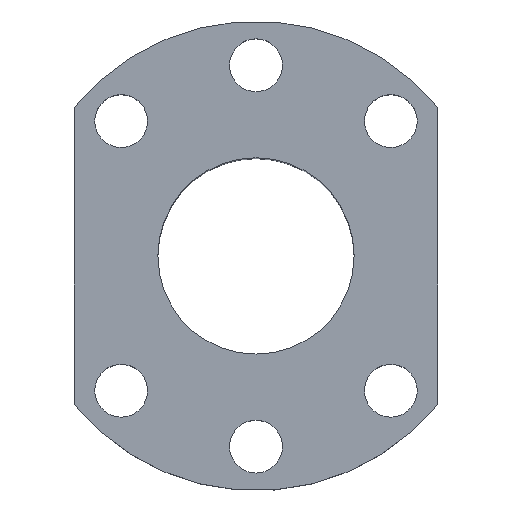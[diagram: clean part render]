
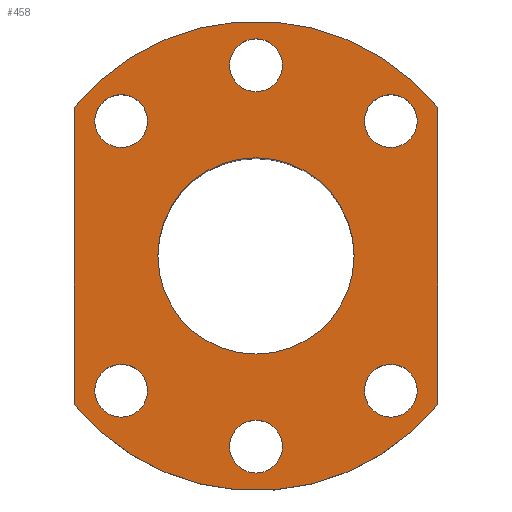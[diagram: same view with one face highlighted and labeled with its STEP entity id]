
A CAD part, top view. The second image highlights one B-rep face of the part: STEP entity #458.
In plain terms, the highlighted planar face has unit normal (0, 0, 1).
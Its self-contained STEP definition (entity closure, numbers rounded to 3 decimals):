
#29=CARTESIAN_POINT('',(0.,0.,44.));
#30=DIRECTION('',(0.,0.,1.));
#31=DIRECTION('',(0.775,0.632,0.));
#32=AXIS2_PLACEMENT_3D('',#29,#30,#31);
#34=DIRECTION('',(0.,1.,0.));
#35=VECTOR('',#34,50.557);
#36=CARTESIAN_POINT('',(31.,-25.278,44.));
#37=LINE('',#36,#35);
#38=CARTESIAN_POINT('',(0.,0.,44.));
#39=DIRECTION('',(0.,0.,1.));
#40=DIRECTION('',(-0.775,-0.632,0.));
#41=AXIS2_PLACEMENT_3D('',#38,#39,#40);
#43=DIRECTION('',(0.,-1.,0.));
#44=VECTOR('',#43,50.557);
#45=CARTESIAN_POINT('',(-31.,25.278,44.));
#46=LINE('',#45,#44);
#47=CARTESIAN_POINT('',(0.,-32.5,44.));
#48=DIRECTION('',(0.,0.,-1.));
#49=DIRECTION('',(1.,0.,0.));
#50=AXIS2_PLACEMENT_3D('',#47,#48,#49);
#52=CARTESIAN_POINT('',(0.,-32.5,44.));
#53=DIRECTION('',(0.,0.,-1.));
#54=DIRECTION('',(-1.,0.,0.));
#55=AXIS2_PLACEMENT_3D('',#52,#53,#54);
#57=CARTESIAN_POINT('',(0.,32.5,44.));
#58=DIRECTION('',(0.,0.,-1.));
#59=DIRECTION('',(1.,0.,0.));
#60=AXIS2_PLACEMENT_3D('',#57,#58,#59);
#62=CARTESIAN_POINT('',(0.,32.5,44.));
#63=DIRECTION('',(0.,0.,-1.));
#64=DIRECTION('',(-1.,0.,0.));
#65=AXIS2_PLACEMENT_3D('',#62,#63,#64);
#67=CARTESIAN_POINT('',(22.981,-22.981,44.));
#68=DIRECTION('',(0.,0.,-1.));
#69=DIRECTION('',(1.,0.,0.));
#70=AXIS2_PLACEMENT_3D('',#67,#68,#69);
#72=CARTESIAN_POINT('',(22.981,-22.981,44.));
#73=DIRECTION('',(0.,0.,-1.));
#74=DIRECTION('',(-1.,0.,0.));
#75=AXIS2_PLACEMENT_3D('',#72,#73,#74);
#77=CARTESIAN_POINT('',(-22.981,-22.981,44.));
#78=DIRECTION('',(0.,0.,-1.));
#79=DIRECTION('',(1.,0.,0.));
#80=AXIS2_PLACEMENT_3D('',#77,#78,#79);
#82=CARTESIAN_POINT('',(-22.981,-22.981,44.));
#83=DIRECTION('',(0.,0.,-1.));
#84=DIRECTION('',(-1.,0.,0.));
#85=AXIS2_PLACEMENT_3D('',#82,#83,#84);
#87=CARTESIAN_POINT('',(-22.981,22.981,44.));
#88=DIRECTION('',(0.,0.,-1.));
#89=DIRECTION('',(1.,0.,0.));
#90=AXIS2_PLACEMENT_3D('',#87,#88,#89);
#92=CARTESIAN_POINT('',(-22.981,22.981,44.));
#93=DIRECTION('',(0.,0.,-1.));
#94=DIRECTION('',(-1.,0.,0.));
#95=AXIS2_PLACEMENT_3D('',#92,#93,#94);
#97=CARTESIAN_POINT('',(22.981,22.981,44.));
#98=DIRECTION('',(0.,0.,-1.));
#99=DIRECTION('',(1.,0.,0.));
#100=AXIS2_PLACEMENT_3D('',#97,#98,#99);
#102=CARTESIAN_POINT('',(22.981,22.981,44.));
#103=DIRECTION('',(0.,0.,-1.));
#104=DIRECTION('',(-1.,0.,0.));
#105=AXIS2_PLACEMENT_3D('',#102,#103,#104);
#107=CARTESIAN_POINT('',(0.,0.,44.));
#108=DIRECTION('',(0.,0.,-1.));
#109=DIRECTION('',(1.,0.,0.));
#110=AXIS2_PLACEMENT_3D('',#107,#108,#109);
#112=CARTESIAN_POINT('',(0.,0.,44.));
#113=DIRECTION('',(0.,0.,-1.));
#114=DIRECTION('',(-1.,0.,0.));
#115=AXIS2_PLACEMENT_3D('',#112,#113,#114);
#285=CARTESIAN_POINT('',(16.725,0.,44.));
#286=CARTESIAN_POINT('',(-16.725,0.,44.));
#287=VERTEX_POINT('',#285);
#288=VERTEX_POINT('',#286);
#289=CARTESIAN_POINT('',(27.481,22.981,44.));
#290=CARTESIAN_POINT('',(18.481,22.981,44.));
#291=VERTEX_POINT('',#289);
#292=VERTEX_POINT('',#290);
#293=CARTESIAN_POINT('',(-18.481,22.981,44.));
#294=CARTESIAN_POINT('',(-27.481,22.981,44.));
#295=VERTEX_POINT('',#293);
#296=VERTEX_POINT('',#294);
#297=CARTESIAN_POINT('',(-18.481,-22.981,44.));
#298=CARTESIAN_POINT('',(-27.481,-22.981,44.));
#299=VERTEX_POINT('',#297);
#300=VERTEX_POINT('',#298);
#301=CARTESIAN_POINT('',(27.481,-22.981,44.));
#302=CARTESIAN_POINT('',(18.481,-22.981,44.));
#303=VERTEX_POINT('',#301);
#304=VERTEX_POINT('',#302);
#305=CARTESIAN_POINT('',(31.,25.278,44.));
#306=CARTESIAN_POINT('',(-31.,25.278,44.));
#307=VERTEX_POINT('',#305);
#308=VERTEX_POINT('',#306);
#309=CARTESIAN_POINT('',(-31.,-25.278,44.));
#310=VERTEX_POINT('',#309);
#311=CARTESIAN_POINT('',(31.,-25.278,44.));
#312=VERTEX_POINT('',#311);
#341=CARTESIAN_POINT('',(4.5,32.5,44.));
#342=CARTESIAN_POINT('',(-4.5,32.5,44.));
#343=VERTEX_POINT('',#341);
#344=VERTEX_POINT('',#342);
#345=CARTESIAN_POINT('',(4.5,-32.5,44.));
#346=CARTESIAN_POINT('',(-4.5,-32.5,44.));
#347=VERTEX_POINT('',#345);
#348=VERTEX_POINT('',#346);
#403=CARTESIAN_POINT('',(0.,0.,44.));
#404=DIRECTION('',(0.,0.,1.));
#405=DIRECTION('',(1.,0.,0.));
#406=AXIS2_PLACEMENT_3D('',#403,#404,#405);
#407=PLANE('',#406);
#409=ORIENTED_EDGE('',*,*,#408,.F.);
#411=ORIENTED_EDGE('',*,*,#410,.F.);
#413=ORIENTED_EDGE('',*,*,#412,.F.);
#415=ORIENTED_EDGE('',*,*,#414,.F.);
#416=EDGE_LOOP('',(#409,#411,#413,#415));
#417=FACE_OUTER_BOUND('',#416,.F.);
#419=ORIENTED_EDGE('',*,*,#418,.F.);
#421=ORIENTED_EDGE('',*,*,#420,.F.);
#422=EDGE_LOOP('',(#419,#421));
#423=FACE_BOUND('',#422,.F.);
#425=ORIENTED_EDGE('',*,*,#424,.F.);
#427=ORIENTED_EDGE('',*,*,#426,.F.);
#428=EDGE_LOOP('',(#425,#427));
#429=FACE_BOUND('',#428,.F.);
#431=ORIENTED_EDGE('',*,*,#430,.F.);
#433=ORIENTED_EDGE('',*,*,#432,.F.);
#434=EDGE_LOOP('',(#431,#433));
#435=FACE_BOUND('',#434,.F.);
#437=ORIENTED_EDGE('',*,*,#436,.F.);
#439=ORIENTED_EDGE('',*,*,#438,.F.);
#440=EDGE_LOOP('',(#437,#439));
#441=FACE_BOUND('',#440,.F.);
#443=ORIENTED_EDGE('',*,*,#442,.F.);
#445=ORIENTED_EDGE('',*,*,#444,.F.);
#446=EDGE_LOOP('',(#443,#445));
#447=FACE_BOUND('',#446,.F.);
#449=ORIENTED_EDGE('',*,*,#448,.F.);
#451=ORIENTED_EDGE('',*,*,#450,.F.);
#452=EDGE_LOOP('',(#449,#451));
#453=FACE_BOUND('',#452,.F.);
#454=ORIENTED_EDGE('',*,*,#383,.F.);
#455=ORIENTED_EDGE('',*,*,#397,.F.);
#456=EDGE_LOOP('',(#454,#455));
#457=FACE_BOUND('',#456,.F.);
#458=ADVANCED_FACE('',(#417,#423,#429,#435,#441,#447,#453,#457),#407,.T.);
#33=CIRCLE('',#32,40.);
#42=CIRCLE('',#41,40.);
#51=CIRCLE('',#50,4.5);
#56=CIRCLE('',#55,4.5);
#61=CIRCLE('',#60,4.5);
#66=CIRCLE('',#65,4.5);
#71=CIRCLE('',#70,4.5);
#76=CIRCLE('',#75,4.5);
#81=CIRCLE('',#80,4.5);
#86=CIRCLE('',#85,4.5);
#91=CIRCLE('',#90,4.5);
#96=CIRCLE('',#95,4.5);
#101=CIRCLE('',#100,4.5);
#106=CIRCLE('',#105,4.5);
#111=CIRCLE('',#110,16.725);
#116=CIRCLE('',#115,16.725);
#383=EDGE_CURVE('',#287,#288,#111,.T.);
#397=EDGE_CURVE('',#288,#287,#116,.T.);
#408=EDGE_CURVE('',#307,#308,#33,.T.);
#410=EDGE_CURVE('',#312,#307,#37,.T.);
#412=EDGE_CURVE('',#310,#312,#42,.T.);
#414=EDGE_CURVE('',#308,#310,#46,.T.);
#418=EDGE_CURVE('',#347,#348,#51,.T.);
#420=EDGE_CURVE('',#348,#347,#56,.T.);
#424=EDGE_CURVE('',#343,#344,#61,.T.);
#426=EDGE_CURVE('',#344,#343,#66,.T.);
#430=EDGE_CURVE('',#303,#304,#71,.T.);
#432=EDGE_CURVE('',#304,#303,#76,.T.);
#436=EDGE_CURVE('',#299,#300,#81,.T.);
#438=EDGE_CURVE('',#300,#299,#86,.T.);
#442=EDGE_CURVE('',#295,#296,#91,.T.);
#444=EDGE_CURVE('',#296,#295,#96,.T.);
#448=EDGE_CURVE('',#291,#292,#101,.T.);
#450=EDGE_CURVE('',#292,#291,#106,.T.);
